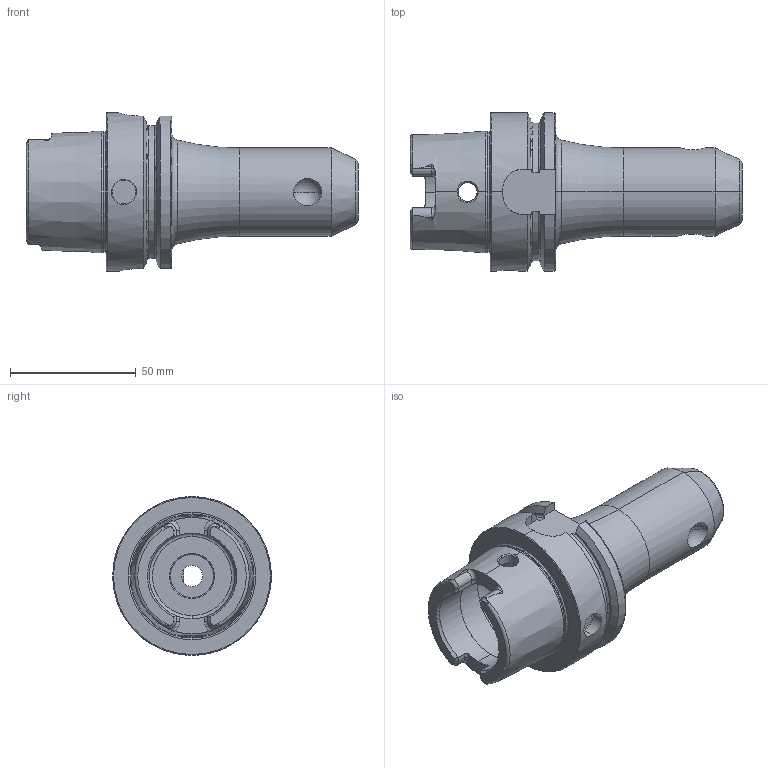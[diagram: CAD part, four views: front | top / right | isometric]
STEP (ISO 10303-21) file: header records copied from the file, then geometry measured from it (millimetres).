
FILE_DESCRIPTION (( 'STEP AP214' ), '1' );
FILE_NAME ('HA6-W10.K01.100.STEP', '2015-02-13T14:53:37', ( 'SWIAdmin' ), ( 'Hewlett-Packard Company' ), 'SwSTEP 2.0', 'SolidWorks 2012', '' );
FILE_SCHEMA (( 'AUTOMOTIVE_DESIGN' ));
Length unit declared in the file: millimetre
Products named in the file (3): W10-ER1.001.012; HA6-W10.K01.100_B_Fertigbearbeitung; HA6-W10.K01.100
Assembly tree (2 placements, depth 2):
  HA6-W10.K01.100
    HA6-W10.K01.100_B_Fertigbearbeitung
    W10-ER1.001.012
Bounding box: 131.9 x 63 x 63 mm (x, y, z)
Volume: 148170.9 mm3; surface area: 32748.2 mm2
Topology: 2 solids, 2 shells, 210 faces, 535 edges, 334 vertices
Faces by surface type: plane 58, cylinder 57, torus 41, cone 38, bspline 14, sphere 2
Entity records: 9623 total; most frequent: CARTESIAN_POINT 3290, ORIENTED_EDGE 1066, DIRECTION 978, EDGE_CURVE 533, AXIS2_PLACEMENT_3D 401, VERTEX_POINT 334, EDGE_LOOP 225, FACE_OUTER_BOUND 210
